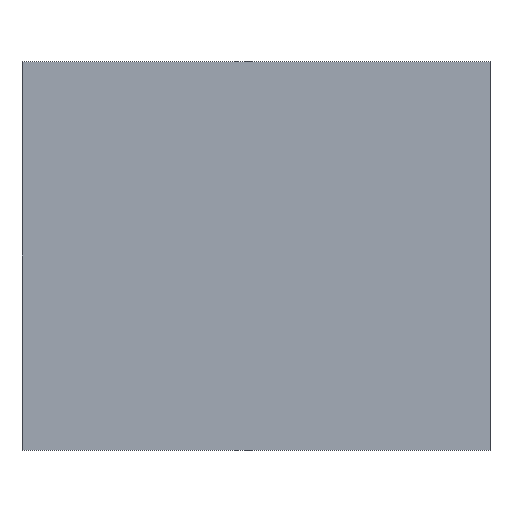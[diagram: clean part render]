
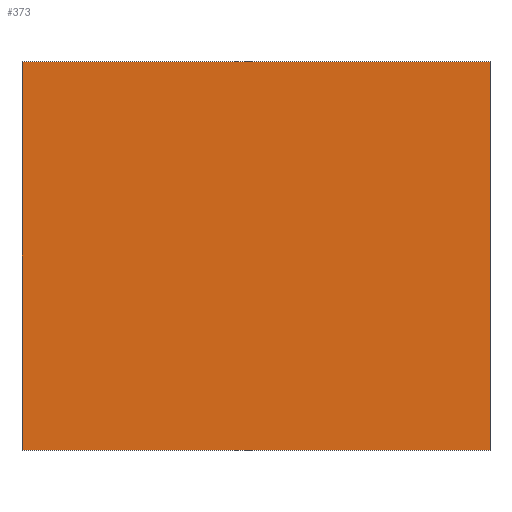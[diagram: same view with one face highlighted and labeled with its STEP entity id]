
A CAD part, front view. The second image highlights one B-rep face of the part: STEP entity #373.
In plain terms, the highlighted planar face has unit normal (0, -1, 0).
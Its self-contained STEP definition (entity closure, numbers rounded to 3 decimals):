
#2 = DIRECTION ( 'NONE',  ( 1., 0., 0. ) ) ;
#32 = LINE ( 'NONE', #306, #469 ) ;
#49 = CARTESIAN_POINT ( 'NONE',  ( 65., 0., 0. ) ) ;
#78 = VERTEX_POINT ( 'NONE', #301 ) ;
#84 = CARTESIAN_POINT ( 'NONE',  ( 0., 0., 0. ) ) ;
#90 = CARTESIAN_POINT ( 'NONE',  ( 0., 0., -54. ) ) ;
#108 = EDGE_CURVE ( 'NONE', #78, #323, #252, .T. ) ;
#136 = VECTOR ( 'NONE', #2, 1000. ) ;
#170 = ORIENTED_EDGE ( 'NONE', *, *, #108, .F. ) ;
#179 = EDGE_CURVE ( 'NONE', #348, #78, #251, .T. ) ;
#183 = DIRECTION ( 'NONE',  ( -1., 0., 0. ) ) ;
#190 = VECTOR ( 'NONE', #183, 1000. ) ;
#211 = EDGE_CURVE ( 'NONE', #323, #269, #32, .T. ) ;
#220 = CARTESIAN_POINT ( 'NONE',  ( 0., 0., -54. ) ) ;
#235 = DIRECTION ( 'NONE',  ( 0., -1., 0. ) ) ;
#240 = PLANE ( 'NONE',  #327 ) ;
#244 = LINE ( 'NONE', #434, #136 ) ;
#251 = LINE ( 'NONE', #417, #316 ) ;
#252 = LINE ( 'NONE', #220, #190 ) ;
#269 = VERTEX_POINT ( 'NONE', #347 ) ;
#276 = ORIENTED_EDGE ( 'NONE', *, *, #295, .F. ) ;
#295 = EDGE_CURVE ( 'NONE', #269, #348, #244, .T. ) ;
#301 = CARTESIAN_POINT ( 'NONE',  ( 65., 0., -54. ) ) ;
#306 = CARTESIAN_POINT ( 'NONE',  ( 0., 0., 0. ) ) ;
#316 = VECTOR ( 'NONE', #380, 1000. ) ;
#323 = VERTEX_POINT ( 'NONE', #90 ) ;
#327 = AXIS2_PLACEMENT_3D ( 'NONE', #84, #235, #485 ) ;
#347 = CARTESIAN_POINT ( 'NONE',  ( 0., 0., 0. ) ) ;
#348 = VERTEX_POINT ( 'NONE', #49 ) ;
#372 = ORIENTED_EDGE ( 'NONE', *, *, #211, .F. ) ;
#373 = ADVANCED_FACE ( 'NONE', ( #511 ), #240, .T. ) ;
#380 = DIRECTION ( 'NONE',  ( 0., 0., -1. ) ) ;
#391 = ORIENTED_EDGE ( 'NONE', *, *, #179, .F. ) ;
#417 = CARTESIAN_POINT ( 'NONE',  ( 65., 0., 0. ) ) ;
#434 = CARTESIAN_POINT ( 'NONE',  ( 0., 0., 0. ) ) ;
#442 = EDGE_LOOP ( 'NONE', ( #372, #170, #391, #276 ) ) ;
#467 = DIRECTION ( 'NONE',  ( 0., 0., 1. ) ) ;
#469 = VECTOR ( 'NONE', #467, 1000. ) ;
#485 = DIRECTION ( 'NONE',  ( 0., 0., -1. ) ) ;
#511 = FACE_OUTER_BOUND ( 'NONE', #442, .T. ) ;
